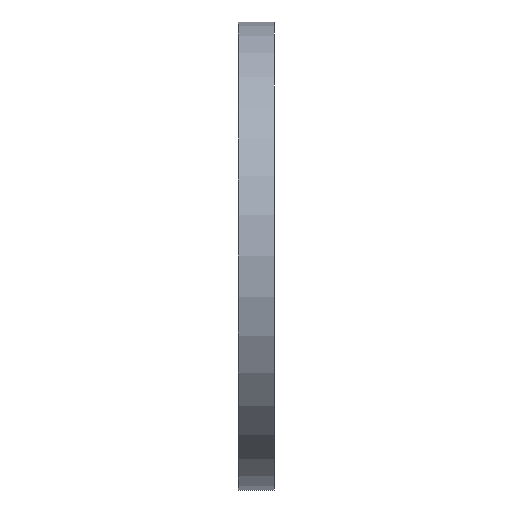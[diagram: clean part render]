
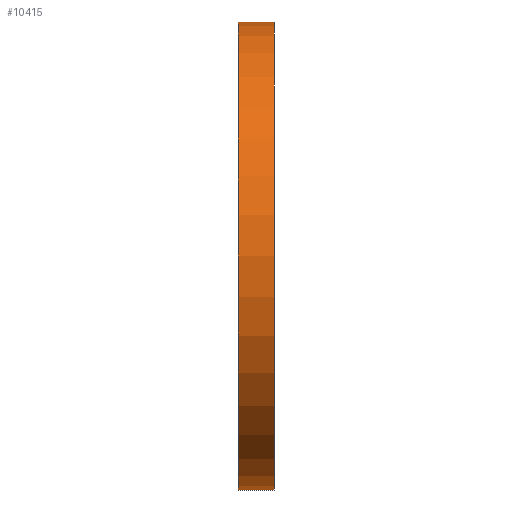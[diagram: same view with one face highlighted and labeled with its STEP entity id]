
A CAD part, left-side view. The second image highlights one B-rep face of the part: STEP entity #10415.
In plain terms, the highlighted cylindrical face has radius 26 mm (diameter 52 mm), a partial arc.
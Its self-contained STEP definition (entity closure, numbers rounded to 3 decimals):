
#158 = CYLINDRICAL_SURFACE ( 'NONE', #3946, 26. ) ;
#699 = DIRECTION ( 'NONE',  ( 0., 1., 0. ) ) ;
#885 = DIRECTION ( 'NONE',  ( 0., 0., 1. ) ) ;
#923 = VERTEX_POINT ( 'NONE', #1646 ) ;
#1181 = DIRECTION ( 'NONE',  ( 0., 0., 1. ) ) ;
#1221 = CARTESIAN_POINT ( 'NONE',  ( 0., 2., 0. ) ) ;
#1579 = DIRECTION ( 'NONE',  ( 0., -1., 0. ) ) ;
#1646 = CARTESIAN_POINT ( 'NONE',  ( 0., 2., -26. ) ) ;
#1916 = CARTESIAN_POINT ( 'NONE',  ( 0., 2., -26. ) ) ;
#2514 = ORIENTED_EDGE ( 'NONE', *, *, #5633, .F. ) ;
#2661 = CARTESIAN_POINT ( 'NONE',  ( 0., 2., 26. ) ) ;
#3259 = AXIS2_PLACEMENT_3D ( 'NONE', #12145, #699, #885 ) ;
#3481 = EDGE_LOOP ( 'NONE', ( #2514, #8555, #8281, #5478 ) ) ;
#3696 = CARTESIAN_POINT ( 'NONE',  ( 0., -2., -26. ) ) ;
#3946 = AXIS2_PLACEMENT_3D ( 'NONE', #8754, #1579, #8669 ) ;
#4384 = DIRECTION ( 'NONE',  ( 0., 1., 0. ) ) ;
#4956 = VERTEX_POINT ( 'NONE', #7336 ) ;
#5478 = ORIENTED_EDGE ( 'NONE', *, *, #11860, .T. ) ;
#5633 = EDGE_CURVE ( 'NONE', #4956, #11522, #12949, .T. ) ;
#5936 = VERTEX_POINT ( 'NONE', #3696 ) ;
#6444 = AXIS2_PLACEMENT_3D ( 'NONE', #1221, #4384, #1181 ) ;
#7130 = EDGE_CURVE ( 'NONE', #923, #4956, #13261, .T. ) ;
#7336 = CARTESIAN_POINT ( 'NONE',  ( 0., 2., 26. ) ) ;
#8281 = ORIENTED_EDGE ( 'NONE', *, *, #10544, .T. ) ;
#8555 = ORIENTED_EDGE ( 'NONE', *, *, #7130, .F. ) ;
#8669 = DIRECTION ( 'NONE',  ( 0., 0., -1. ) ) ;
#8754 = CARTESIAN_POINT ( 'NONE',  ( 0., 2., 0. ) ) ;
#9085 = CARTESIAN_POINT ( 'NONE',  ( 0., -2., 26. ) ) ;
#9121 = DIRECTION ( 'NONE',  ( 0., -1., 0. ) ) ;
#9353 = CIRCLE ( 'NONE', #3259, 26. ) ;
#10415 = ADVANCED_FACE ( 'NONE', ( #12254 ), #158, .T. ) ;
#10544 = EDGE_CURVE ( 'NONE', #923, #5936, #11612, .T. ) ;
#10696 = VECTOR ( 'NONE', #12023, 1000. ) ;
#10791 = VECTOR ( 'NONE', #9121, 1000. ) ;
#11522 = VERTEX_POINT ( 'NONE', #9085 ) ;
#11612 = LINE ( 'NONE', #1916, #10791 ) ;
#11860 = EDGE_CURVE ( 'NONE', #5936, #11522, #9353, .T. ) ;
#12023 = DIRECTION ( 'NONE',  ( 0., -1., 0. ) ) ;
#12145 = CARTESIAN_POINT ( 'NONE',  ( 0., -2., 0. ) ) ;
#12254 = FACE_OUTER_BOUND ( 'NONE', #3481, .T. ) ;
#12949 = LINE ( 'NONE', #2661, #10696 ) ;
#13261 = CIRCLE ( 'NONE', #6444, 26. ) ;
